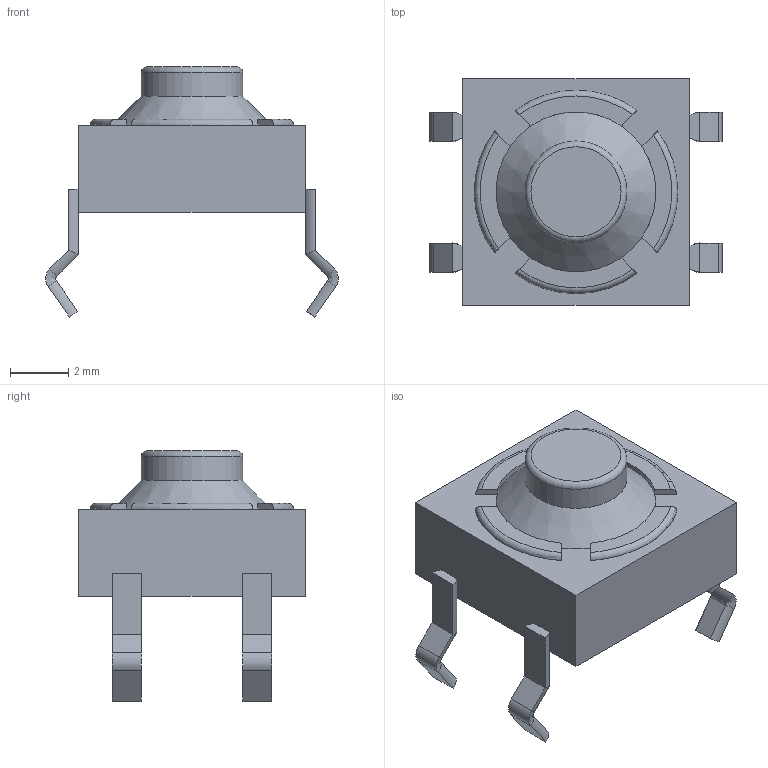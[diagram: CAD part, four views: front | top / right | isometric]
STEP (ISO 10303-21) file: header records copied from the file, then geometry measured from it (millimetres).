
FILE_DESCRIPTION(/* description */ (''),/* implementation_level */ '2;1');
FILE_NAME(/* name */ '3101 8mm soft button.step',/* time_stamp */ '2018-07-07T15:49:32-04:00',/* author */ ('Adafruit'),/* organization */ (''),/* preprocessor_version */ 'ST-DEVELOPER v17',/* originating_system */ 'Autodesk Translation Framework v7.1.0.215',/* authorisation */ '');
FILE_SCHEMA (('AUTOMOTIVE_DESIGN { 1 0 10303 214 3 1 1 }'));
Length unit declared in the file: millimetre
Products named in the file (1): 8mm soft button
Bounding box: 10.07 x 7.8 x 8.6 mm (x, y, z)
Volume: 216.6 mm3; surface area: 287.9 mm2
Topology: 5 solids, 5 shells, 102 faces, 217 edges, 126 vertices
Faces by surface type: plane 51, cylinder 37, bspline 8, torus 5, cone 1
Full cylindrical faces by diameter (mm): 3.5 x1
Entity records: 2813 total; most frequent: CARTESIAN_POINT 582, DIRECTION 482, ORIENTED_EDGE 434, EDGE_CURVE 217, AXIS2_PLACEMENT_3D 178, LINE 126, VECTOR 126, VERTEX_POINT 126
